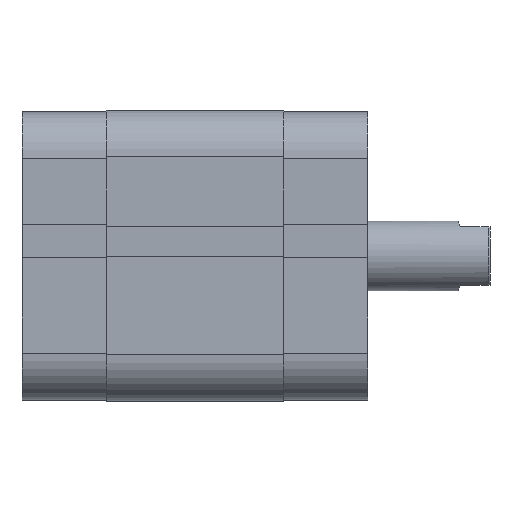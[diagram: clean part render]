
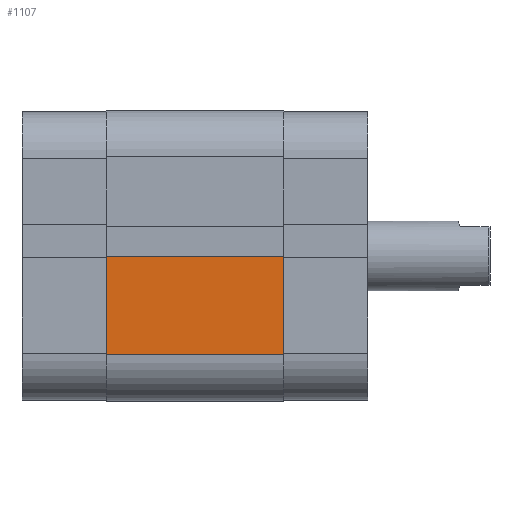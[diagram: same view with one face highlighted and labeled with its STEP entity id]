
A CAD part, top view. The second image highlights one B-rep face of the part: STEP entity #1107.
In plain terms, the highlighted face is planar.
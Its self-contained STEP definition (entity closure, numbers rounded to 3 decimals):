
#634 = CARTESIAN_POINT ( 'NONE',  ( 0.1, -25., 0. ) ) ;
#697 = CARTESIAN_POINT ( 'NONE',  ( 17., -25., 30.5 ) ) ;
#704 = CARTESIAN_POINT ( 'NONE',  ( 0.1, -25., 30.5 ) ) ;
#721 = CARTESIAN_POINT ( 'NONE',  ( 17., -25., 0. ) ) ;
#1107 = ADVANCED_FACE ( 'NONE', ( #3329 ), #1254, .F. ) ;
#1254 = PLANE ( 'NONE',  #4281 ) ;
#1257 = CARTESIAN_POINT ( 'NONE',  ( 0., -25., 30.5 ) ) ;
#1263 = DIRECTION ( 'NONE',  ( 0., 1., 0. ) ) ;
#1264 = DIRECTION ( 'NONE',  ( -1., 0., 0. ) ) ;
#2107 = CARTESIAN_POINT ( 'NONE',  ( 17., -25., 30.5 ) ) ;
#2113 = CARTESIAN_POINT ( 'NONE',  ( 0., -25., 0. ) ) ;
#2114 = DIRECTION ( 'NONE',  ( 1., 0., 0. ) ) ;
#2116 = DIRECTION ( 'NONE',  ( 0., 0., -1. ) ) ;
#2227 = CARTESIAN_POINT ( 'NONE',  ( 0., -25., 30.5 ) ) ;
#2229 = DIRECTION ( 'NONE',  ( 1., 0., 0. ) ) ;
#2283 = CARTESIAN_POINT ( 'NONE',  ( 0.1, -25., 30.5 ) ) ;
#2284 = DIRECTION ( 'NONE',  ( 0., 0., -1. ) ) ;
#3329 = FACE_OUTER_BOUND ( 'NONE', #6395, .T. ) ;
#3849 = LINE ( 'NONE', #2107, #3858 ) ;
#3856 = LINE ( 'NONE', #2113, #3857 ) ;
#3857 = VECTOR ( 'NONE', #2114, 1000. ) ;
#3858 = VECTOR ( 'NONE', #2116, 1000. ) ;
#3933 = LINE ( 'NONE', #2227, #3939 ) ;
#3939 = VECTOR ( 'NONE', #2229, 1000. ) ;
#3971 = VECTOR ( 'NONE', #2284, 1000. ) ;
#3978 = LINE ( 'NONE', #2283, #3971 ) ;
#4177 = EDGE_CURVE ( 'NONE', #5776, #5863, #3856, .T. ) ;
#4178 = EDGE_CURVE ( 'NONE', #5839, #5863, #3849, .T. ) ;
#4281 = AXIS2_PLACEMENT_3D ( 'NONE', #1257, #1263, #1264 ) ;
#4656 = EDGE_CURVE ( 'NONE', #5846, #5839, #3933, .T. ) ;
#4680 = EDGE_CURVE ( 'NONE', #5846, #5776, #3978, .T. ) ;
#5179 = ORIENTED_EDGE ( 'NONE', *, *, #4680, .T. ) ;
#5180 = ORIENTED_EDGE ( 'NONE', *, *, #4656, .F. ) ;
#5181 = ORIENTED_EDGE ( 'NONE', *, *, #4178, .F. ) ;
#5182 = ORIENTED_EDGE ( 'NONE', *, *, #4177, .T. ) ;
#5776 = VERTEX_POINT ( 'NONE', #634 ) ;
#5839 = VERTEX_POINT ( 'NONE', #697 ) ;
#5846 = VERTEX_POINT ( 'NONE', #704 ) ;
#5863 = VERTEX_POINT ( 'NONE', #721 ) ;
#6395 = EDGE_LOOP ( 'NONE', ( #5182, #5181, #5180, #5179 ) ) ;
